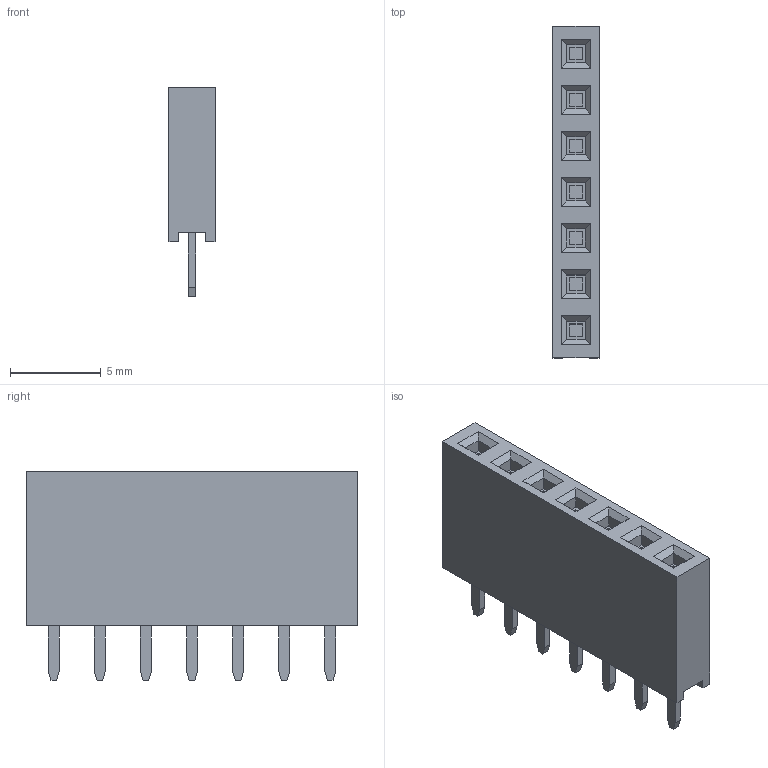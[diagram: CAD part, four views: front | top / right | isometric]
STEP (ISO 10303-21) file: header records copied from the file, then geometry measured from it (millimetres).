
FILE_DESCRIPTION(/* description */ (''),/* implementation_level */ '2;1');
FILE_NAME(/* name */ '7-Pin Header - Female Tall - 2.54mm v2.step',/* time_stamp */ '2024-04-26T08:15:35+02:00',/* author */ (''),/* organization */ (''),/* preprocessor_version */ 'ST-DEVELOPER v20',/* originating_system */ 'Autodesk Translation Framework v12.20.1.177',/* authorisation */ '');
FILE_SCHEMA (('AUTOMOTIVE_DESIGN { 1 0 10303 214 3 1 1 }'));
Length unit declared in the file: millimetre
Products named in the file (1): 7-Pin Header - Female Tall - 2.54mm
Bounding box: 2.54 x 18.28 x 11.5 mm (x, y, z)
Volume: 351.8 mm3; surface area: 963.2 mm2
Topology: 1 solids, 1 shells, 213 faces, 542 edges, 352 vertices
Faces by surface type: plane 213
Entity records: 6390 total; most frequent: CARTESIAN_POINT 1108, ORIENTED_EDGE 1084, DIRECTION 970, LINE 542, VECTOR 542, EDGE_CURVE 542, VERTEX_POINT 352, EDGE_LOOP 234
